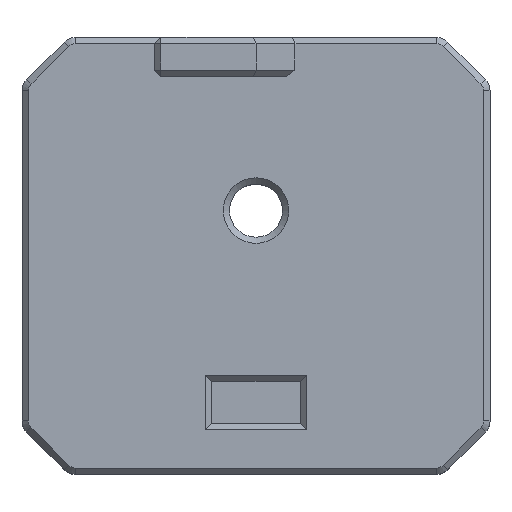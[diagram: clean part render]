
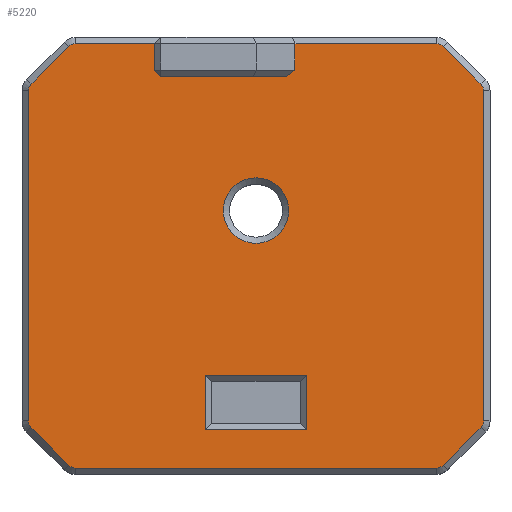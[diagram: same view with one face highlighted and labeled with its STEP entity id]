
A CAD part, top view. The second image highlights one B-rep face of the part: STEP entity #5220.
In plain terms, the highlighted planar face has unit normal (0, 0, 1).
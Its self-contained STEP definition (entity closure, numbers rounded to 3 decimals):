
#51=FACE_BOUND('',#855,.T.);
#52=FACE_BOUND('',#856,.T.);
#387=CIRCLE('',#5704,0.6);
#388=CIRCLE('',#5707,0.6);
#389=CIRCLE('',#5710,0.6);
#390=CIRCLE('',#5713,0.6);
#391=CIRCLE('',#5716,0.6);
#392=CIRCLE('',#5719,0.6);
#393=CIRCLE('',#5722,0.6);
#394=CIRCLE('',#5725,0.6);
#395=CIRCLE('',#5736,2.1);
#551=FACE_OUTER_BOUND('',#854,.T.);
#854=EDGE_LOOP('',(#4221,#4222,#4223,#4224,#4225,#4226,#4227,#4228,#4229,
#4230,#4231,#4232,#4233,#4234,#4235,#4236,#4237,#4238,#4239,#4240,#4241,
#4242));
#855=EDGE_LOOP('',(#4243,#4244,#4245,#4246));
#856=EDGE_LOOP('',(#4247));
#1322=LINE('',#8664,#1858);
#1328=LINE('',#8678,#1864);
#1337=LINE('',#8694,#1873);
#1341=LINE('',#8703,#1877);
#1344=LINE('',#8711,#1880);
#1347=LINE('',#8719,#1883);
#1350=LINE('',#8727,#1886);
#1353=LINE('',#8735,#1889);
#1356=LINE('',#8743,#1892);
#1359=LINE('',#8751,#1895);
#1361=LINE('',#8758,#1897);
#1370=LINE('',#8774,#1906);
#1371=LINE('',#8776,#1907);
#1372=LINE('',#8778,#1908);
#1374=LINE('',#8788,#1910);
#1375=LINE('',#8790,#1911);
#1376=LINE('',#8792,#1912);
#1377=LINE('',#8793,#1913);
#1858=VECTOR('',#6830,10.);
#1864=VECTOR('',#6840,10.);
#1873=VECTOR('',#6855,10.);
#1877=VECTOR('',#6865,10.);
#1880=VECTOR('',#6874,10.);
#1883=VECTOR('',#6883,10.);
#1886=VECTOR('',#6892,10.);
#1889=VECTOR('',#6901,10.);
#1892=VECTOR('',#6910,10.);
#1895=VECTOR('',#6919,10.);
#1897=VECTOR('',#6927,10.);
#1906=VECTOR('',#6948,10.);
#1907=VECTOR('',#6951,10.);
#1908=VECTOR('',#6954,10.);
#1910=VECTOR('',#6964,10.);
#1911=VECTOR('',#6965,10.);
#1912=VECTOR('',#6966,10.);
#1913=VECTOR('',#6967,10.);
#2508=VERTEX_POINT('',#8661);
#2509=VERTEX_POINT('',#8663);
#2514=VERTEX_POINT('',#8676);
#2515=VERTEX_POINT('',#8677);
#2518=VERTEX_POINT('',#8691);
#2519=VERTEX_POINT('',#8693);
#2520=VERTEX_POINT('',#8697);
#2521=VERTEX_POINT('',#8701);
#2522=VERTEX_POINT('',#8705);
#2523=VERTEX_POINT('',#8709);
#2524=VERTEX_POINT('',#8713);
#2525=VERTEX_POINT('',#8717);
#2526=VERTEX_POINT('',#8721);
#2527=VERTEX_POINT('',#8725);
#2528=VERTEX_POINT('',#8729);
#2529=VERTEX_POINT('',#8733);
#2530=VERTEX_POINT('',#8737);
#2531=VERTEX_POINT('',#8741);
#2532=VERTEX_POINT('',#8745);
#2533=VERTEX_POINT('',#8749);
#2534=VERTEX_POINT('',#8753);
#2535=VERTEX_POINT('',#8757);
#2537=VERTEX_POINT('',#8780);
#2539=VERTEX_POINT('',#8786);
#2540=VERTEX_POINT('',#8787);
#2541=VERTEX_POINT('',#8789);
#2542=VERTEX_POINT('',#8791);
#3105=EDGE_CURVE('',#2508,#2509,#1322,.F.);
#3111=EDGE_CURVE('',#2514,#2515,#1328,.F.);
#3120=EDGE_CURVE('',#2518,#2519,#1337,.T.);
#3123=EDGE_CURVE('',#2520,#2518,#387,.T.);
#3125=EDGE_CURVE('',#2521,#2520,#1341,.T.);
#3127=EDGE_CURVE('',#2522,#2521,#388,.T.);
#3129=EDGE_CURVE('',#2523,#2522,#1344,.T.);
#3131=EDGE_CURVE('',#2524,#2523,#389,.T.);
#3133=EDGE_CURVE('',#2525,#2524,#1347,.T.);
#3135=EDGE_CURVE('',#2526,#2525,#390,.T.);
#3137=EDGE_CURVE('',#2527,#2526,#1350,.T.);
#3139=EDGE_CURVE('',#2528,#2527,#391,.T.);
#3141=EDGE_CURVE('',#2529,#2528,#1353,.T.);
#3143=EDGE_CURVE('',#2530,#2529,#392,.T.);
#3145=EDGE_CURVE('',#2531,#2530,#1356,.T.);
#3147=EDGE_CURVE('',#2532,#2531,#393,.T.);
#3149=EDGE_CURVE('',#2533,#2532,#1359,.T.);
#3151=EDGE_CURVE('',#2534,#2533,#394,.T.);
#3152=EDGE_CURVE('',#2535,#2534,#1361,.T.);
#3161=EDGE_CURVE('',#2535,#2509,#1370,.T.);
#3162=EDGE_CURVE('',#2508,#2515,#1371,.T.);
#3163=EDGE_CURVE('',#2514,#2519,#1372,.T.);
#3164=EDGE_CURVE('',#2537,#2537,#395,.T.);
#3167=EDGE_CURVE('',#2539,#2540,#1374,.T.);
#3168=EDGE_CURVE('',#2541,#2539,#1375,.T.);
#3169=EDGE_CURVE('',#2542,#2541,#1376,.T.);
#3170=EDGE_CURVE('',#2540,#2542,#1377,.T.);
#4221=ORIENTED_EDGE('',*,*,#3152,.F.);
#4222=ORIENTED_EDGE('',*,*,#3161,.T.);
#4223=ORIENTED_EDGE('',*,*,#3105,.F.);
#4224=ORIENTED_EDGE('',*,*,#3162,.T.);
#4225=ORIENTED_EDGE('',*,*,#3111,.F.);
#4226=ORIENTED_EDGE('',*,*,#3163,.T.);
#4227=ORIENTED_EDGE('',*,*,#3120,.F.);
#4228=ORIENTED_EDGE('',*,*,#3123,.F.);
#4229=ORIENTED_EDGE('',*,*,#3125,.F.);
#4230=ORIENTED_EDGE('',*,*,#3127,.F.);
#4231=ORIENTED_EDGE('',*,*,#3129,.F.);
#4232=ORIENTED_EDGE('',*,*,#3131,.F.);
#4233=ORIENTED_EDGE('',*,*,#3133,.F.);
#4234=ORIENTED_EDGE('',*,*,#3135,.F.);
#4235=ORIENTED_EDGE('',*,*,#3137,.F.);
#4236=ORIENTED_EDGE('',*,*,#3139,.F.);
#4237=ORIENTED_EDGE('',*,*,#3141,.F.);
#4238=ORIENTED_EDGE('',*,*,#3143,.F.);
#4239=ORIENTED_EDGE('',*,*,#3145,.F.);
#4240=ORIENTED_EDGE('',*,*,#3147,.F.);
#4241=ORIENTED_EDGE('',*,*,#3149,.F.);
#4242=ORIENTED_EDGE('',*,*,#3151,.F.);
#4243=ORIENTED_EDGE('',*,*,#3167,.F.);
#4244=ORIENTED_EDGE('',*,*,#3168,.F.);
#4245=ORIENTED_EDGE('',*,*,#3169,.F.);
#4246=ORIENTED_EDGE('',*,*,#3170,.F.);
#4247=ORIENTED_EDGE('',*,*,#3164,.F.);
#4994=PLANE('',#5738);
#5220=ADVANCED_FACE('',(#551,#51,#52),#4994,.T.);
#5704=AXIS2_PLACEMENT_3D('',#8699,#6860,#6861);
#5707=AXIS2_PLACEMENT_3D('',#8707,#6869,#6870);
#5710=AXIS2_PLACEMENT_3D('',#8715,#6878,#6879);
#5713=AXIS2_PLACEMENT_3D('',#8723,#6887,#6888);
#5716=AXIS2_PLACEMENT_3D('',#8731,#6896,#6897);
#5719=AXIS2_PLACEMENT_3D('',#8739,#6905,#6906);
#5722=AXIS2_PLACEMENT_3D('',#8747,#6914,#6915);
#5725=AXIS2_PLACEMENT_3D('',#8755,#6923,#6924);
#5736=AXIS2_PLACEMENT_3D('',#8781,#6957,#6958);
#5738=AXIS2_PLACEMENT_3D('',#8785,#6962,#6963);
#6830=DIRECTION('',(-0.816,-0.577,0.));
#6840=DIRECTION('',(-0.707,0.707,0.));
#6855=DIRECTION('',(1.,0.,0.));
#6860=DIRECTION('center_axis',(0.,0.,-1.));
#6861=DIRECTION('ref_axis',(-0.383,0.924,0.));
#6865=DIRECTION('',(0.707,0.707,0.));
#6869=DIRECTION('center_axis',(0.,0.,-1.));
#6870=DIRECTION('ref_axis',(-0.924,0.383,0.));
#6874=DIRECTION('',(0.,1.,0.));
#6878=DIRECTION('center_axis',(0.,0.,-1.));
#6879=DIRECTION('ref_axis',(-0.924,-0.383,0.));
#6883=DIRECTION('',(-0.707,0.707,0.));
#6887=DIRECTION('center_axis',(0.,0.,-1.));
#6888=DIRECTION('ref_axis',(-0.383,-0.924,0.));
#6892=DIRECTION('',(-1.,0.,0.));
#6896=DIRECTION('center_axis',(0.,0.,-1.));
#6897=DIRECTION('ref_axis',(0.383,-0.924,0.));
#6901=DIRECTION('',(-0.707,-0.707,0.));
#6905=DIRECTION('center_axis',(0.,0.,-1.));
#6906=DIRECTION('ref_axis',(0.924,-0.383,0.));
#6910=DIRECTION('',(0.,-1.,0.));
#6914=DIRECTION('center_axis',(0.,0.,-1.));
#6915=DIRECTION('ref_axis',(0.924,0.383,0.));
#6919=DIRECTION('',(0.707,-0.707,0.));
#6923=DIRECTION('center_axis',(0.,0.,-1.));
#6924=DIRECTION('ref_axis',(0.383,0.924,0.));
#6927=DIRECTION('',(1.,0.,0.));
#6948=DIRECTION('',(0.,-1.,0.));
#6951=DIRECTION('',(-1.,0.,0.));
#6954=DIRECTION('',(0.,1.,0.));
#6957=DIRECTION('center_axis',(0.,0.,1.));
#6958=DIRECTION('ref_axis',(1.,0.,0.));
#6962=DIRECTION('center_axis',(0.,0.,1.));
#6963=DIRECTION('ref_axis',(1.,0.,0.));
#6964=DIRECTION('',(0.,1.,0.));
#6965=DIRECTION('',(1.,0.,0.));
#6966=DIRECTION('',(0.,-1.,0.));
#6967=DIRECTION('',(-1.,0.,0.));
#8661=CARTESIAN_POINT('',(1.934,-10.9,0.));
#8663=CARTESIAN_POINT('',(2.5,-10.5,0.));
#8664=CARTESIAN_POINT('',(-1.982,-13.67,0.));
#8676=CARTESIAN_POINT('',(-6.5,-10.5,0.));
#8677=CARTESIAN_POINT('',(-6.1,-10.9,0.));
#8678=CARTESIAN_POINT('',(-1.8,-15.2,0.));
#8691=CARTESIAN_POINT('',(-11.586,-8.8,0.));
#8693=CARTESIAN_POINT('',(-6.5,-8.8,0.));
#8694=CARTESIAN_POINT('',(-7.5,-8.8,0.));
#8697=CARTESIAN_POINT('',(-12.01,-8.976,0.));
#8699=CARTESIAN_POINT('Origin',(-11.586,-9.4,0.));
#8701=CARTESIAN_POINT('',(-14.424,-11.39,0.));
#8703=CARTESIAN_POINT('',(-12.967,-9.933,0.));
#8705=CARTESIAN_POINT('',(-14.6,-11.814,0.));
#8707=CARTESIAN_POINT('Origin',(-14.,-11.814,0.));
#8709=CARTESIAN_POINT('',(-14.6,-32.986,0.));
#8711=CARTESIAN_POINT('',(-14.6,-29.4,0.));
#8713=CARTESIAN_POINT('',(-14.424,-33.41,0.));
#8715=CARTESIAN_POINT('Origin',(-14.,-32.986,0.));
#8717=CARTESIAN_POINT('',(-12.01,-35.824,0.));
#8719=CARTESIAN_POINT('',(-12.967,-34.867,0.));
#8721=CARTESIAN_POINT('',(-11.586,-36.,0.));
#8723=CARTESIAN_POINT('Origin',(-11.586,-35.4,0.));
#8725=CARTESIAN_POINT('',(11.586,-36.,0.));
#8727=CARTESIAN_POINT('',(7.5,-36.,0.));
#8729=CARTESIAN_POINT('',(12.01,-35.824,0.));
#8731=CARTESIAN_POINT('Origin',(11.586,-35.4,0.));
#8733=CARTESIAN_POINT('',(14.424,-33.41,0.));
#8735=CARTESIAN_POINT('',(12.967,-34.867,0.));
#8737=CARTESIAN_POINT('',(14.6,-32.986,0.));
#8739=CARTESIAN_POINT('Origin',(14.,-32.986,0.));
#8741=CARTESIAN_POINT('',(14.6,-11.814,0.));
#8743=CARTESIAN_POINT('',(14.6,-15.4,0.));
#8745=CARTESIAN_POINT('',(14.424,-11.39,0.));
#8747=CARTESIAN_POINT('Origin',(14.,-11.814,0.));
#8749=CARTESIAN_POINT('',(12.01,-8.976,0.));
#8751=CARTESIAN_POINT('',(12.967,-9.933,0.));
#8753=CARTESIAN_POINT('',(11.586,-8.8,0.));
#8755=CARTESIAN_POINT('Origin',(11.586,-9.4,0.));
#8757=CARTESIAN_POINT('',(2.5,-8.8,0.));
#8758=CARTESIAN_POINT('',(-7.5,-8.8,0.));
#8774=CARTESIAN_POINT('',(2.5,-16.65,0.));
#8776=CARTESIAN_POINT('',(-3.25,-10.9,0.));
#8778=CARTESIAN_POINT('',(-6.5,-15.4,0.));
#8780=CARTESIAN_POINT('',(-2.1,-19.5,0.));
#8781=CARTESIAN_POINT('Origin',(0.,-19.5,0.));
#8785=CARTESIAN_POINT('Origin',(0.,-22.4,0.));
#8786=CARTESIAN_POINT('',(3.25,-33.55,0.));
#8787=CARTESIAN_POINT('',(3.25,-30.05,0.));
#8788=CARTESIAN_POINT('',(3.25,-26.425,0.));
#8789=CARTESIAN_POINT('',(-3.25,-33.55,0.));
#8790=CARTESIAN_POINT('',(1.425,-33.55,0.));
#8791=CARTESIAN_POINT('',(-3.25,-30.05,0.));
#8792=CARTESIAN_POINT('',(-3.25,-27.775,0.));
#8793=CARTESIAN_POINT('',(-1.425,-30.05,0.));
